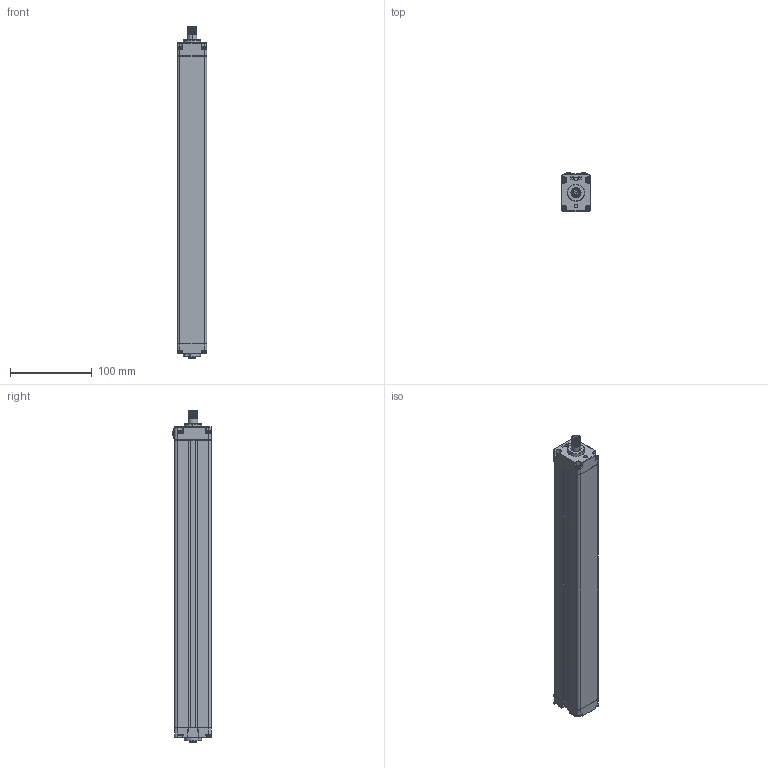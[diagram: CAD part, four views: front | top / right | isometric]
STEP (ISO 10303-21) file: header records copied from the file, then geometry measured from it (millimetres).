
FILE_DESCRIPTION((''),'2;1');
FILE_NAME('145443_SW','2011-02-28T',('banengservice'),('BANNER ENGINEERING'),'PRO/ENGINEER BY PARAMETRIC TECHNOLOGY CORPORATION, 2009141','PRO/ENGINEER BY PARAMETRIC TECHNOLOGY CORPORATION, 2009141','');
FILE_SCHEMA(('CONFIG_CONTROL_DESIGN'));
Length unit declared in the file: inch
Products named in the file (1): 145443_SW
Bounding box: 36 x 47.41 x 405.12 mm (x, y, z)
Volume: 252909.4 mm3; surface area: 151318.1 mm2
Topology: 1 solids, 2 shells, 1265 faces, 3390 edges, 2124 vertices
Faces by surface type: cylinder 561, plane 553, torus 54, sphere 42, cone 30, bspline 25
Entity records: 48398 total; most frequent: CARTESIAN_POINT 16188, DIRECTION 6888, ORIENTED_EDGE 6712, EDGE_CURVE 3356, AXIS2_PLACEMENT_3D 2474, VERTEX_POINT 2124, VECTOR 1940, LINE 1940
